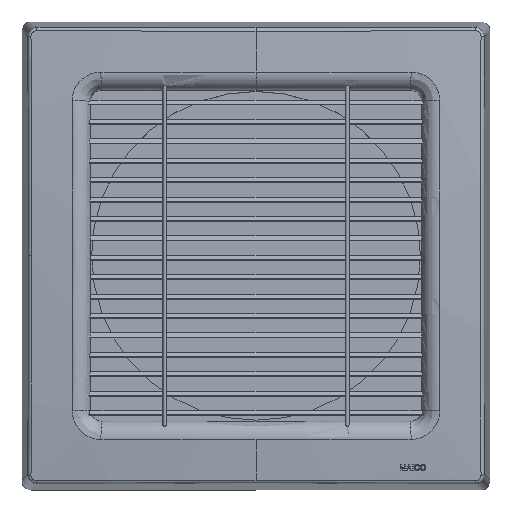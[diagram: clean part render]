
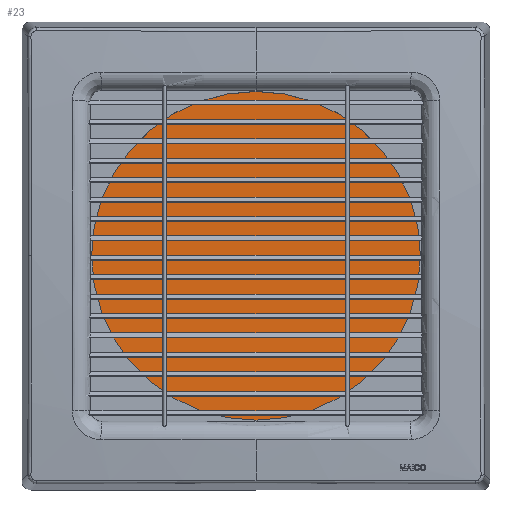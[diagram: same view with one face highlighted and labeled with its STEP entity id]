
A CAD part, top view. The second image highlights one B-rep face of the part: STEP entity #23.
In plain terms, the highlighted planar face has unit normal (0, 0, 1).
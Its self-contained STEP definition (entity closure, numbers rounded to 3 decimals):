
#23 = ADVANCED_FACE ( 'NONE', ( #1698 ), #12698, .F. ) ;
#653 = VERTEX_POINT ( 'NONE', #2549 ) ;
#877 = VERTEX_POINT ( 'NONE', #2773 ) ;
#1212 = EDGE_LOOP ( 'NONE', ( #15786, #15787 ) ) ;
#1698 = FACE_OUTER_BOUND ( 'NONE', #1212, .T. ) ;
#2160 = CIRCLE ( 'NONE', #5176, 144. ) ;
#2549 = CARTESIAN_POINT ( 'NONE',  ( 144., 0., 63. ) ) ;
#2773 = CARTESIAN_POINT ( 'NONE',  ( -144., 0., 63. ) ) ;
#5176 = AXIS2_PLACEMENT_3D ( 'NONE', #6017, #6018, #6019 ) ;
#5224 = AXIS2_PLACEMENT_3D ( 'NONE', #9052, #9053, #9054 ) ;
#6017 = CARTESIAN_POINT ( 'NONE',  ( 0., 0., 63. ) ) ;
#6018 = DIRECTION ( 'NONE',  ( 0., 0., 1. ) ) ;
#6019 = DIRECTION ( 'NONE',  ( -1., 0., 0. ) ) ;
#8086 = CIRCLE ( 'NONE', #5224, 144. ) ;
#9052 = CARTESIAN_POINT ( 'NONE',  ( 0., 0., 63. ) ) ;
#9053 = DIRECTION ( 'NONE',  ( 0., 0., 1. ) ) ;
#9054 = DIRECTION ( 'NONE',  ( -1., 0., 0. ) ) ;
#12698 = PLANE ( 'NONE',  #13293 ) ;
#13086 = EDGE_CURVE ( 'NONE', #877, #653, #2160, .T. ) ;
#13293 = AXIS2_PLACEMENT_3D ( 'NONE', #13622, #13617, #13618 ) ;
#13617 = DIRECTION ( 'NONE',  ( 0., 0., -1. ) ) ;
#13618 = DIRECTION ( 'NONE',  ( -1., 0., 0. ) ) ;
#13622 = CARTESIAN_POINT ( 'NONE',  ( 0., 0., 63. ) ) ;
#14049 = EDGE_CURVE ( 'NONE', #653, #877, #8086, .T. ) ;
#15786 = ORIENTED_EDGE ( 'NONE', *, *, #14049, .T. ) ;
#15787 = ORIENTED_EDGE ( 'NONE', *, *, #13086, .T. ) ;
